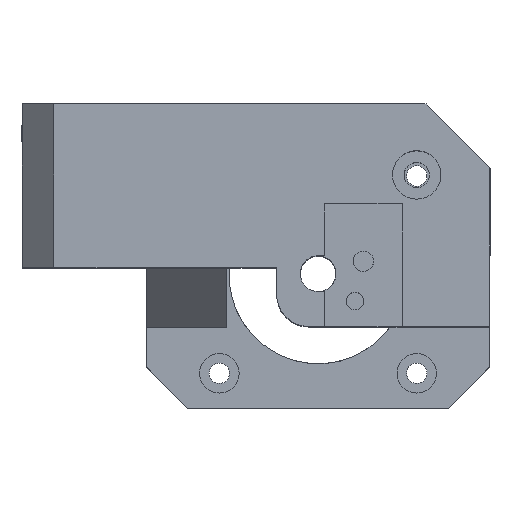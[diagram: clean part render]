
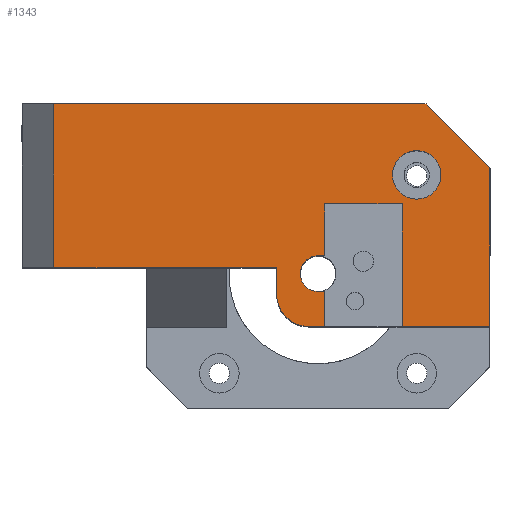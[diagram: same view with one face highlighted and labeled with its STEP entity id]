
A CAD part, top view. The second image highlights one B-rep face of the part: STEP entity #1343.
In plain terms, the highlighted planar face has unit normal (0, 0, 1).
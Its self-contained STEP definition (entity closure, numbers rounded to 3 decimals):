
#346 = VERTEX_POINT('',#347);
#347 = CARTESIAN_POINT('',(305.641,976.278,47.945));
#355 = EDGE_CURVE('',#346,#356,#358,.T.);
#356 = VERTEX_POINT('',#357);
#357 = CARTESIAN_POINT('',(291.851,976.278,47.945));
#358 = LINE('',#359,#360);
#359 = CARTESIAN_POINT('',(291.856,976.278,47.945));
#360 = VECTOR('',#361,1.);
#361 = DIRECTION('',(-1.,0.,0.));
#380 = VERTEX_POINT('',#381);
#381 = CARTESIAN_POINT('',(279.661,976.278,47.945));
#387 = EDGE_CURVE('',#388,#380,#390,.T.);
#388 = VERTEX_POINT('',#389);
#389 = CARTESIAN_POINT('',(277.141,976.278,47.945
    ));
#390 = LINE('',#391,#392);
#391 = CARTESIAN_POINT('',(279.441,976.278,47.945));
#392 = VECTOR('',#393,1.);
#393 = DIRECTION('',(1.,0.,0.));
#538 = EDGE_CURVE('',#539,#388,#541,.T.);
#539 = VERTEX_POINT('',#540);
#540 = CARTESIAN_POINT('',(272.141,981.278,47.945
    ));
#541 = CIRCLE('',#542,5.);
#542 = AXIS2_PLACEMENT_3D('',#543,#544,#545);
#543 = CARTESIAN_POINT('',(277.141,981.278,47.945
    ));
#544 = DIRECTION('',(0.,0.,1.));
#545 = DIRECTION('',(1.,0.,0.));
#719 = VERTEX_POINT('',#720);
#720 = CARTESIAN_POINT('',(272.141,985.528,47.945)
  );
#726 = EDGE_CURVE('',#539,#719,#727,.T.);
#727 = LINE('',#728,#729);
#728 = CARTESIAN_POINT('',(272.141,976.278,
    47.945));
#729 = VECTOR('',#730,1.);
#730 = DIRECTION('',(0.,1.,0.));
#774 = EDGE_CURVE('',#775,#719,#777,.T.);
#775 = VERTEX_POINT('',#776);
#776 = CARTESIAN_POINT('',(237.141,985.528,47.945));
#777 = LINE('',#778,#779);
#778 = CARTESIAN_POINT('',(279.921,985.528,47.945));
#779 = VECTOR('',#780,1.);
#780 = DIRECTION('',(1.,0.,0.));
#1306 = VERTEX_POINT('',#1307);
#1307 = CARTESIAN_POINT('',(305.641,1001.228,47.945));
#1315 = EDGE_CURVE('',#1306,#346,#1316,.T.);
#1316 = LINE('',#1317,#1318);
#1317 = CARTESIAN_POINT('',(305.641,991.676,47.945));
#1318 = VECTOR('',#1319,1.);
#1319 = DIRECTION('',(0.,-1.,0.));
#1343 = ADVANCED_FACE('',(#1344,#1445),#1456,.T.);
#1344 = FACE_BOUND('',#1345,.T.);
#1345 = EDGE_LOOP('',(#1346,#1356,#1364,#1372,#1378,#1379,#1380,#1381,
    #1382,#1390,#1398,#1407,#1415,#1423,#1431,#1437,#1438,#1439));
#1346 = ORIENTED_EDGE('',*,*,#1347,.F.);
#1347 = EDGE_CURVE('',#1348,#1350,#1352,.T.);
#1348 = VERTEX_POINT('',#1349);
#1349 = CARTESIAN_POINT('',(295.59,1011.278,47.945));
#1350 = VERTEX_POINT('',#1351);
#1351 = CARTESIAN_POINT('',(295.883,1010.985,47.945));
#1352 = LINE('',#1353,#1354);
#1353 = CARTESIAN_POINT('',(288.849,1018.02,47.945));
#1354 = VECTOR('',#1355,1.);
#1355 = DIRECTION('',(0.707,-0.707,0.));
#1356 = ORIENTED_EDGE('',*,*,#1357,.T.);
#1357 = EDGE_CURVE('',#1348,#1358,#1360,.T.);
#1358 = VERTEX_POINT('',#1359);
#1359 = CARTESIAN_POINT('',(295.176,1011.278,47.945));
#1360 = LINE('',#1361,#1362);
#1361 = CARTESIAN_POINT('',(274.688,1011.278,47.945));
#1362 = VECTOR('',#1363,1.);
#1363 = DIRECTION('',(-1.,0.,0.));
#1364 = ORIENTED_EDGE('',*,*,#1365,.T.);
#1365 = EDGE_CURVE('',#1358,#1366,#1368,.T.);
#1366 = VERTEX_POINT('',#1367);
#1367 = CARTESIAN_POINT('',(237.141,1011.278,
    47.945));
#1368 = LINE('',#1369,#1370);
#1369 = CARTESIAN_POINT('',(233.741,1011.278,47.945));
#1370 = VECTOR('',#1371,1.);
#1371 = DIRECTION('',(-1.,0.,0.));
#1372 = ORIENTED_EDGE('',*,*,#1373,.F.);
#1373 = EDGE_CURVE('',#775,#1366,#1374,.T.);
#1374 = LINE('',#1375,#1376);
#1375 = CARTESIAN_POINT('',(237.141,985.528,47.945));
#1376 = VECTOR('',#1377,1.);
#1377 = DIRECTION('',(0.,1.,0.));
#1378 = ORIENTED_EDGE('',*,*,#774,.T.);
#1379 = ORIENTED_EDGE('',*,*,#726,.F.);
#1380 = ORIENTED_EDGE('',*,*,#538,.T.);
#1381 = ORIENTED_EDGE('',*,*,#387,.T.);
#1382 = ORIENTED_EDGE('',*,*,#1383,.F.);
#1383 = EDGE_CURVE('',#1384,#380,#1386,.T.);
#1384 = VERTEX_POINT('',#1385);
#1385 = CARTESIAN_POINT('',(279.661,981.778,47.945));
#1386 = LINE('',#1387,#1388);
#1387 = CARTESIAN_POINT('',(279.661,991.676,47.945));
#1388 = VECTOR('',#1389,1.);
#1389 = DIRECTION('',(0.,-1.,0.));
#1390 = ORIENTED_EDGE('',*,*,#1391,.F.);
#1391 = EDGE_CURVE('',#1392,#1384,#1394,.T.);
#1392 = VERTEX_POINT('',#1393);
#1393 = CARTESIAN_POINT('',(278.641,981.778,47.945));
#1394 = LINE('',#1395,#1396);
#1395 = CARTESIAN_POINT('',(278.641,981.778,47.945));
#1396 = VECTOR('',#1397,1.);
#1397 = DIRECTION('',(1.,0.,0.));
#1398 = ORIENTED_EDGE('',*,*,#1399,.T.);
#1399 = EDGE_CURVE('',#1392,#1400,#1402,.T.);
#1400 = VERTEX_POINT('',#1401);
#1401 = CARTESIAN_POINT('',(278.641,987.378,47.945));
#1402 = CIRCLE('',#1403,2.8);
#1403 = AXIS2_PLACEMENT_3D('',#1404,#1405,#1406);
#1404 = CARTESIAN_POINT('',(278.641,984.578,47.945));
#1405 = DIRECTION('',(0.,0.,-1.));
#1406 = DIRECTION('',(1.,0.,0.));
#1407 = ORIENTED_EDGE('',*,*,#1408,.F.);
#1408 = EDGE_CURVE('',#1409,#1400,#1411,.T.);
#1409 = VERTEX_POINT('',#1410);
#1410 = CARTESIAN_POINT('',(279.661,987.378,47.945));
#1411 = LINE('',#1412,#1413);
#1412 = CARTESIAN_POINT('',(291.851,987.378,47.945));
#1413 = VECTOR('',#1414,1.);
#1414 = DIRECTION('',(-1.,0.,0.));
#1415 = ORIENTED_EDGE('',*,*,#1416,.F.);
#1416 = EDGE_CURVE('',#1417,#1409,#1419,.T.);
#1417 = VERTEX_POINT('',#1418);
#1418 = CARTESIAN_POINT('',(279.661,995.528,
    47.945));
#1419 = LINE('',#1420,#1421);
#1420 = CARTESIAN_POINT('',(279.661,991.676,47.945));
#1421 = VECTOR('',#1422,1.);
#1422 = DIRECTION('',(0.,-1.,0.));
#1423 = ORIENTED_EDGE('',*,*,#1424,.F.);
#1424 = EDGE_CURVE('',#1425,#1417,#1427,.T.);
#1425 = VERTEX_POINT('',#1426);
#1426 = CARTESIAN_POINT('',(291.851,995.528,
    47.945));
#1427 = LINE('',#1428,#1429);
#1428 = CARTESIAN_POINT('',(279.656,995.528,
    47.945));
#1429 = VECTOR('',#1430,1.);
#1430 = DIRECTION('',(-1.,0.,0.));
#1431 = ORIENTED_EDGE('',*,*,#1432,.T.);
#1432 = EDGE_CURVE('',#1425,#356,#1433,.T.);
#1433 = LINE('',#1434,#1435);
#1434 = CARTESIAN_POINT('',(291.851,996.528,
    47.945));
#1435 = VECTOR('',#1436,1.);
#1436 = DIRECTION('',(0.,-1.,0.));
#1437 = ORIENTED_EDGE('',*,*,#355,.F.);
#1438 = ORIENTED_EDGE('',*,*,#1315,.F.);
#1439 = ORIENTED_EDGE('',*,*,#1440,.T.);
#1440 = EDGE_CURVE('',#1306,#1350,#1441,.T.);
#1441 = LINE('',#1442,#1443);
#1442 = CARTESIAN_POINT('',(305.641,1001.228,47.945));
#1443 = VECTOR('',#1444,1.);
#1444 = DIRECTION('',(-0.707,0.707,0.));
#1445 = FACE_BOUND('',#1446,.T.);
#1446 = EDGE_LOOP('',(#1447));
#1447 = ORIENTED_EDGE('',*,*,#1448,.F.);
#1448 = EDGE_CURVE('',#1449,#1449,#1451,.T.);
#1449 = VERTEX_POINT('',#1450);
#1450 = CARTESIAN_POINT('',(297.941,1000.078,47.945));
#1451 = CIRCLE('',#1452,3.8);
#1452 = AXIS2_PLACEMENT_3D('',#1453,#1454,#1455);
#1453 = CARTESIAN_POINT('',(294.141,1000.078,47.945));
#1454 = DIRECTION('',(0.,0.,1.));
#1455 = DIRECTION('',(1.,0.,0.));
#1456 = PLANE('',#1457);
#1457 = AXIS2_PLACEMENT_3D('',#1458,#1459,#1460);
#1458 = CARTESIAN_POINT('',(274.167,994.307,47.945));
#1459 = DIRECTION('',(0.,0.,1.));
#1460 = DIRECTION('',(0.,1.,0.));
